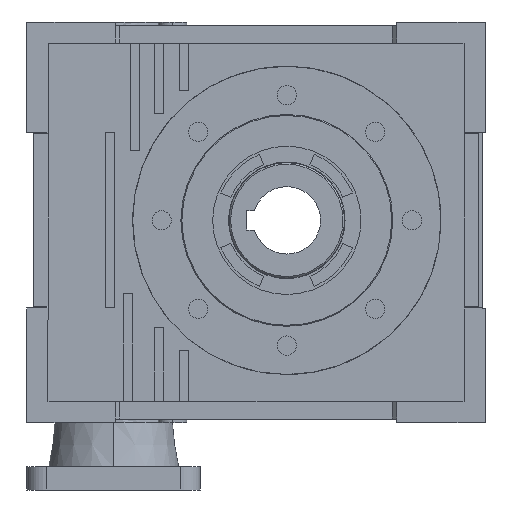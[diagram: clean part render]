
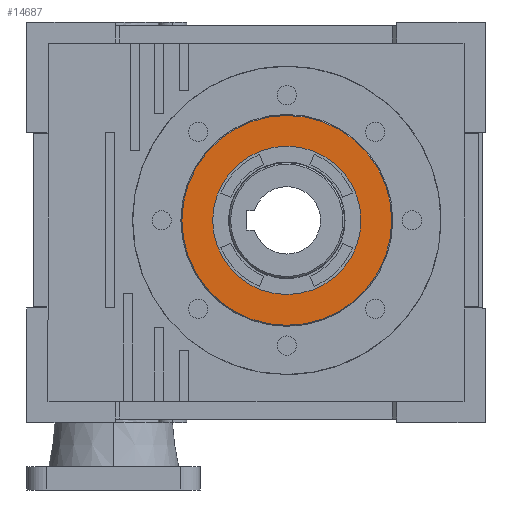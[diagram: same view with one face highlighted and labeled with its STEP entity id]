
A CAD part, left-side view. The second image highlights one B-rep face of the part: STEP entity #14687.
In plain terms, the highlighted planar face has unit normal (-1, 0, 0).
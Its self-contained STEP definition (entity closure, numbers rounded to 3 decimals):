
#632 = FACE_OUTER_BOUND ( 'NONE', #12857, .T. ) ;
#2541 = AXIS2_PLACEMENT_3D ( 'NONE', #16945, #13105, #19832 ) ;
#2860 = CARTESIAN_POINT ( 'NONE',  ( -70., 0., 0. ) ) ;
#3814 = ORIENTED_EDGE ( 'NONE', *, *, #12210, .T. ) ;
#4662 = CARTESIAN_POINT ( 'NONE',  ( -70., 0., 0. ) ) ;
#6245 = EDGE_CURVE ( 'NONE', #16855, #12932, #18334, .T. ) ;
#6340 = VERTEX_POINT ( 'NONE', #15047 ) ;
#6350 = DIRECTION ( 'NONE',  ( 0., 0., 1. ) ) ;
#6674 = CARTESIAN_POINT ( 'NONE',  ( -70., 0., 0. ) ) ;
#6758 = CARTESIAN_POINT ( 'NONE',  ( -70., 0., -38.5 ) ) ;
#7170 = EDGE_CURVE ( 'NONE', #17253, #6340, #11094, .T. ) ;
#7728 = CARTESIAN_POINT ( 'NONE',  ( -70., 0., 0. ) ) ;
#7903 = ORIENTED_EDGE ( 'NONE', *, *, #20843, .T. ) ;
#8558 = AXIS2_PLACEMENT_3D ( 'NONE', #7728, #16064, #19700 ) ;
#8615 = DIRECTION ( 'NONE',  ( -1., 0., 0. ) ) ;
#9372 = AXIS2_PLACEMENT_3D ( 'NONE', #6674, #8615, #12052 ) ;
#9431 = AXIS2_PLACEMENT_3D ( 'NONE', #4662, #16582, #6350 ) ;
#9760 = DIRECTION ( 'NONE',  ( 0., 0., -1. ) ) ;
#9964 = ORIENTED_EDGE ( 'NONE', *, *, #6245, .T. ) ;
#11094 = CIRCLE ( 'NONE', #9372, 54.5 ) ;
#11562 = FACE_BOUND ( 'NONE', #21994, .T. ) ;
#12052 = DIRECTION ( 'NONE',  ( 0., 0., 1. ) ) ;
#12157 = CIRCLE ( 'NONE', #17542, 38.5 ) ;
#12210 = EDGE_CURVE ( 'NONE', #6340, #17253, #19961, .T. ) ;
#12857 = EDGE_LOOP ( 'NONE', ( #13476, #3814 ) ) ;
#12932 = VERTEX_POINT ( 'NONE', #13709 ) ;
#13105 = DIRECTION ( 'NONE',  ( -1., 0., 0. ) ) ;
#13476 = ORIENTED_EDGE ( 'NONE', *, *, #7170, .T. ) ;
#13709 = CARTESIAN_POINT ( 'NONE',  ( -70., 0., 38.5 ) ) ;
#14626 = CARTESIAN_POINT ( 'NONE',  ( -70., 0., -54.5 ) ) ;
#14660 = PLANE ( 'NONE',  #2541 ) ;
#14687 = ADVANCED_FACE ( 'NONE', ( #632, #11562 ), #14660, .T. ) ;
#15047 = CARTESIAN_POINT ( 'NONE',  ( -70., 0., 54.5 ) ) ;
#16064 = DIRECTION ( 'NONE',  ( 1., 0., 0. ) ) ;
#16582 = DIRECTION ( 'NONE',  ( -1., 0., 0. ) ) ;
#16720 = DIRECTION ( 'NONE',  ( 1., 0., 0. ) ) ;
#16855 = VERTEX_POINT ( 'NONE', #6758 ) ;
#16945 = CARTESIAN_POINT ( 'NONE',  ( -70., 0., 0. ) ) ;
#17253 = VERTEX_POINT ( 'NONE', #14626 ) ;
#17542 = AXIS2_PLACEMENT_3D ( 'NONE', #2860, #16720, #9760 ) ;
#18334 = CIRCLE ( 'NONE', #8558, 38.5 ) ;
#19700 = DIRECTION ( 'NONE',  ( 0., 0., -1. ) ) ;
#19832 = DIRECTION ( 'NONE',  ( 0., 0., -1. ) ) ;
#19961 = CIRCLE ( 'NONE', #9431, 54.5 ) ;
#20843 = EDGE_CURVE ( 'NONE', #12932, #16855, #12157, .T. ) ;
#21994 = EDGE_LOOP ( 'NONE', ( #7903, #9964 ) ) ;
